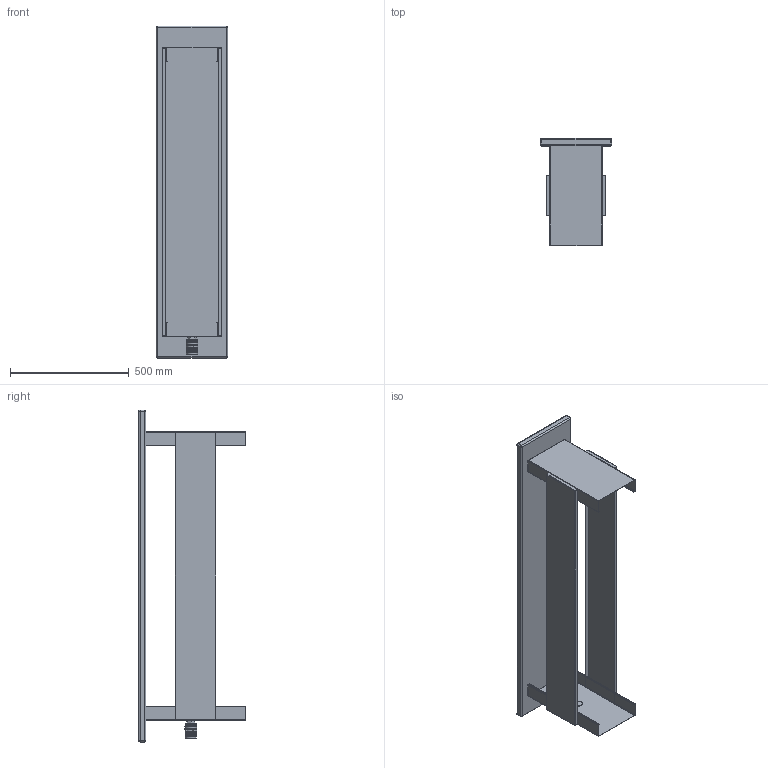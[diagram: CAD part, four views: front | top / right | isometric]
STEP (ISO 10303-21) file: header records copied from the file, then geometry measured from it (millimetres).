
FILE_DESCRIPTION((''),'2;1');
FILE_NAME('_412_2_1400_450_300__ASM','2020-09-14T',('okanashina'),('elara'),'CREO PARAMETRIC BY PTC INC, 2015080','CREO PARAMETRIC BY PTC INC, 2015080','');
FILE_SCHEMA(('AUTOMOTIVE_DESIGN { 1 0 10303 214 1 1 1 1 }'));
Length unit declared in the file: millimetre
Products named in the file (7): PRODUCT_6835; PRODUCT_9137; PRODUCT_5718; PRODUCT_7981; __________2; ___412__2_ASM; _412_2_1400_450_300__ASM
Assembly tree (7 placements, depth 3):
  _412_2_1400_450_300__ASM
    ___412__2_ASM
      PRODUCT_6835  x2
      PRODUCT_9137
      PRODUCT_5718
      PRODUCT_7981
      __________2
Bounding box: 300 x 450 x 1400 mm (x, y, z)
Volume: 13424512.6 mm3; surface area: 2530756.8 mm2
Topology: 6 solids, 6 shells, 361 faces, 816 edges, 488 vertices
Faces by surface type: plane 277, cylinder 58, bspline 16, sphere 8, cone 2
Entity records: 9245 total; most frequent: CARTESIAN_POINT 2018, DIRECTION 1398, ORIENTED_EDGE 1368, EDGE_CURVE 684, VECTOR 480, LINE 480, AXIS2_PLACEMENT_3D 459, VERTEX_POINT 416
